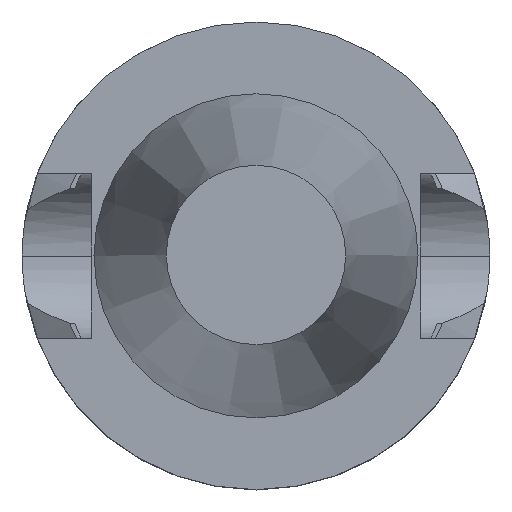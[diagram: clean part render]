
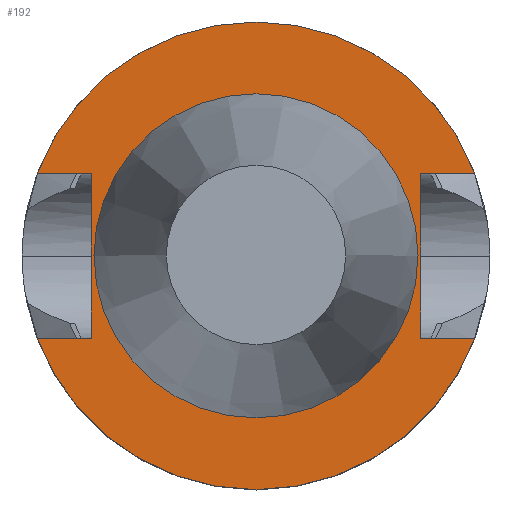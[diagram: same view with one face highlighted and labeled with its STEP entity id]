
A CAD part, top view. The second image highlights one B-rep face of the part: STEP entity #192.
In plain terms, the highlighted planar face has unit normal (0, 0, 1).
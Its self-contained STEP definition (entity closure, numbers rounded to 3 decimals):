
#57=PLANE('',#854);
#109=LINE('',#1209,#145);
#110=LINE('',#1212,#146);
#111=LINE('',#1214,#147);
#112=LINE('',#1215,#148);
#113=LINE('',#1217,#149);
#114=LINE('',#1219,#150);
#115=LINE('',#1221,#151);
#116=LINE('',#1223,#152);
#117=LINE('',#1224,#153);
#118=LINE('',#1226,#154);
#145=VECTOR('',#975,1.);
#146=VECTOR('',#976,1.);
#147=VECTOR('',#977,1.);
#148=VECTOR('',#978,1.);
#149=VECTOR('',#979,1.);
#150=VECTOR('',#980,1.);
#151=VECTOR('',#981,1.);
#152=VECTOR('',#982,1.);
#153=VECTOR('',#983,1.);
#154=VECTOR('',#984,1.);
#192=ADVANCED_FACE('CU_FL_SU_5',(#261,#262),#57,.F.);
#261=FACE_BOUND('',#313,.T.);
#262=FACE_BOUND('',#314,.T.);
#313=EDGE_LOOP('',(#395,#396,#397,#398,#399,#400,#401,#402,#403,#404,#405,
#406));
#314=EDGE_LOOP('',(#407));
#395=ORIENTED_EDGE('',*,*,#673,.F.);
#396=ORIENTED_EDGE('',*,*,#674,.F.);
#397=ORIENTED_EDGE('',*,*,#675,.T.);
#398=ORIENTED_EDGE('',*,*,#672,.F.);
#399=ORIENTED_EDGE('',*,*,#676,.F.);
#400=ORIENTED_EDGE('',*,*,#677,.T.);
#401=ORIENTED_EDGE('',*,*,#678,.T.);
#402=ORIENTED_EDGE('',*,*,#679,.T.);
#403=ORIENTED_EDGE('',*,*,#680,.T.);
#404=ORIENTED_EDGE('',*,*,#668,.T.);
#405=ORIENTED_EDGE('',*,*,#681,.F.);
#406=ORIENTED_EDGE('',*,*,#682,.F.);
#407=ORIENTED_EDGE('',*,*,#683,.T.);
#588=VERTEX_POINT('',#1192);
#591=VERTEX_POINT('',#1197);
#593=VERTEX_POINT('',#1202);
#595=VERTEX_POINT('',#1206);
#596=VERTEX_POINT('',#1210);
#597=VERTEX_POINT('',#1211);
#598=VERTEX_POINT('',#1213);
#599=VERTEX_POINT('',#1216);
#600=VERTEX_POINT('',#1218);
#601=VERTEX_POINT('',#1220);
#602=VERTEX_POINT('',#1222);
#603=VERTEX_POINT('',#1225);
#604=VERTEX_POINT('',#1228);
#668=EDGE_CURVE('',#588,#591,#767,.T.);
#672=EDGE_CURVE('',#595,#593,#769,.T.);
#673=EDGE_CURVE('',#596,#597,#109,.T.);
#674=EDGE_CURVE('',#598,#596,#110,.T.);
#675=EDGE_CURVE('',#598,#593,#111,.T.);
#676=EDGE_CURVE('',#599,#595,#112,.T.);
#677=EDGE_CURVE('',#599,#600,#113,.T.);
#678=EDGE_CURVE('',#600,#601,#114,.T.);
#679=EDGE_CURVE('',#601,#602,#115,.T.);
#680=EDGE_CURVE('',#602,#588,#116,.T.);
#681=EDGE_CURVE('',#603,#591,#117,.T.);
#682=EDGE_CURVE('',#597,#603,#118,.T.);
#683=EDGE_CURVE('',#604,#604,#770,.T.);
#767=CIRCLE('',#848,22.99);
#769=CIRCLE('',#851,22.99);
#770=CIRCLE('',#853,15.65);
#848=AXIS2_PLACEMENT_3D('',#1198,#963,#964);
#851=AXIS2_PLACEMENT_3D('',#1207,#971,#972);
#853=AXIS2_PLACEMENT_3D('',#1227,#985,#986);
#854=AXIS2_PLACEMENT_3D('',#1229,#987,#988);
#963=DIRECTION('',(0.,0.,1.));
#964=DIRECTION('',(-1.,0.,0.));
#971=DIRECTION('',(0.,0.,-1.));
#972=DIRECTION('',(-1.,0.,0.));
#975=DIRECTION('',(0.,1.,0.));
#976=DIRECTION('',(0.,1.,0.));
#977=DIRECTION('',(-1.,0.,0.));
#978=DIRECTION('',(1.,0.,0.));
#979=DIRECTION('',(0.,1.,0.));
#980=DIRECTION('',(0.,1.,0.));
#981=DIRECTION('',(0.,1.,0.));
#982=DIRECTION('',(1.,0.,0.));
#983=DIRECTION('',(-1.,0.,0.));
#984=DIRECTION('',(0.,1.,0.));
#985=DIRECTION('',(0.,0.,-1.));
#986=DIRECTION('',(-1.,0.,0.));
#987=DIRECTION('',(0.,0.,-1.));
#988=DIRECTION('',(-1.,0.,0.));
#1192=CARTESIAN_POINT('',(21.518,8.095,-1.));
#1197=CARTESIAN_POINT('',(-21.518,8.095,-1.));
#1198=CARTESIAN_POINT('',(0.,0.,-1.));
#1202=CARTESIAN_POINT('',(-21.518,-8.095,-1.));
#1206=CARTESIAN_POINT('',(21.518,-8.095,-1.));
#1207=CARTESIAN_POINT('',(0.,0.,-1.));
#1209=CARTESIAN_POINT('',(-16.2,15.65,-1.));
#1210=CARTESIAN_POINT('',(-16.2,-1.274,-1.));
#1211=CARTESIAN_POINT('',(-16.2,1.274,-1.));
#1212=CARTESIAN_POINT('',(-16.2,15.65,-1.));
#1213=CARTESIAN_POINT('',(-16.2,-8.095,-1.));
#1214=CARTESIAN_POINT('',(-32.99,-8.095,-1.));
#1215=CARTESIAN_POINT('',(0.,-8.095,-1.));
#1216=CARTESIAN_POINT('',(16.2,-8.095,-1.));
#1217=CARTESIAN_POINT('',(16.2,15.65,-1.));
#1218=CARTESIAN_POINT('',(16.2,-1.274,-1.));
#1219=CARTESIAN_POINT('',(16.2,15.65,-1.));
#1220=CARTESIAN_POINT('',(16.2,1.274,-1.));
#1221=CARTESIAN_POINT('',(16.2,15.65,-1.));
#1222=CARTESIAN_POINT('',(16.2,8.095,-1.));
#1223=CARTESIAN_POINT('',(32.99,8.095,-1.));
#1224=CARTESIAN_POINT('',(0.,8.095,-1.));
#1225=CARTESIAN_POINT('',(-16.2,8.095,-1.));
#1226=CARTESIAN_POINT('',(-16.2,15.65,-1.));
#1227=CARTESIAN_POINT('',(0.,0.,-1.));
#1228=CARTESIAN_POINT('',(-15.65,0.,-1.));
#1229=CARTESIAN_POINT('',(0.,15.65,-1.));
